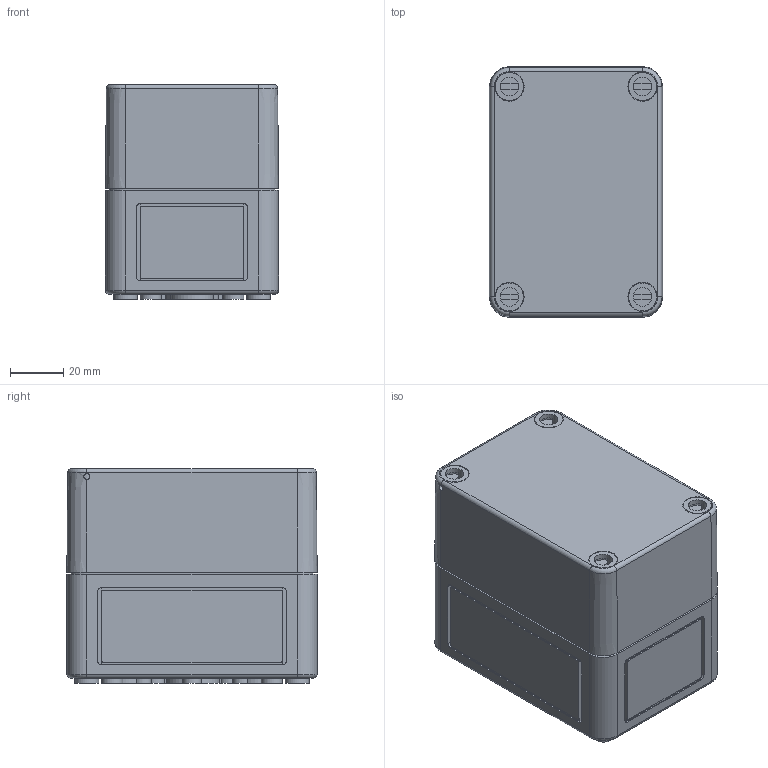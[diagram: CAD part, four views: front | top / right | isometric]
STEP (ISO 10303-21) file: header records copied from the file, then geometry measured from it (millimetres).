
FILE_DESCRIPTION( ( 'STEP AP214' ), ' ' );
FILE_NAME( '11150201.stp', '2016-02-11T14:09:44', ( '' ), ( '' ), ' ', 'PARTsolutions', ' ' );
FILE_SCHEMA( ( 'AUTOMOTIVE_DESIGN { 1 0 10303 214 1 1 1 1 }' ) );
Length unit declared in the file: millimetre
Products named in the file (4): 11150201; _Kasten_TK97-o; _Deckel_TK97-8-t; _Schraube_TK58mm-schwarz
Assembly tree (6 placements, depth 2):
  11150201
    _Kasten_TK97-o
    _Deckel_TK97-8-t
    _Schraube_TK58mm-schwarz  x4
Bounding box: 65 x 94 x 80.7 mm (x, y, z)
Volume: 134336.2 mm3; surface area: 96582.4 mm2
Topology: 6 solids, 6 shells, 758 faces, 1903 edges, 1246 vertices
Faces by surface type: plane 492, cylinder 210, cone 44, torus 12
Full cylindrical faces by diameter (mm): 2.2 x2, 2.4 x2, 3.4 x8, 5 x4, 5.8 x8, 7 x4, 8 x4, 8.376 x4, 9 x4, 10.5 x4, 10.8 x2
Entity records: 20152 total; most frequent: DIRECTION 2832, CARTESIAN_POINT 2810, ORIENTED_EDGE 2560, EDGE_CURVE 1280, AXIS2_PLACEMENT_3D 1027, VERTEX_POINT 869, LINE 778, VECTOR 778
